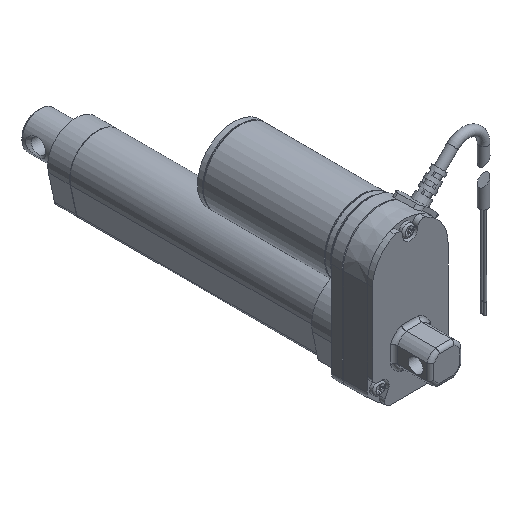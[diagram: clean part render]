
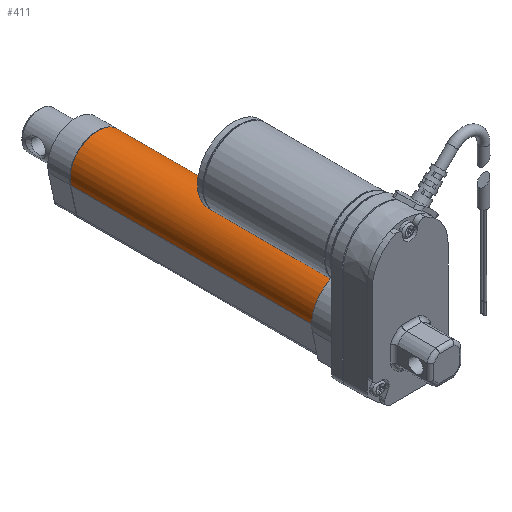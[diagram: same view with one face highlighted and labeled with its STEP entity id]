
A CAD part, isometric view. The second image highlights one B-rep face of the part: STEP entity #411.
In plain terms, the highlighted cylindrical face has radius 15.25 mm (diameter 30.5 mm), a partial arc.
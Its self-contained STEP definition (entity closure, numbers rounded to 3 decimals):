
#411 = ADVANCED_FACE( '', ( #1035 ), #1036, .T. );
#1035 = FACE_OUTER_BOUND( '', #1973, .T. );
#1036 = CYLINDRICAL_SURFACE( '', #1974, 15.25 );
#1973 = EDGE_LOOP( '', ( #2966, #2967, #2968, #2969, #2970, #2971, #2972, #2973 ) );
#1974 = AXIS2_PLACEMENT_3D( '', #2974, #2975, #2976 );
#2966 = ORIENTED_EDGE( '', *, *, #5309, .T. );
#2967 = ORIENTED_EDGE( '', *, *, #5310, .F. );
#2968 = ORIENTED_EDGE( '', *, *, #5311, .T. );
#2969 = ORIENTED_EDGE( '', *, *, #5312, .F. );
#2970 = ORIENTED_EDGE( '', *, *, #5313, .F. );
#2971 = ORIENTED_EDGE( '', *, *, #5314, .T. );
#2972 = ORIENTED_EDGE( '', *, *, #5315, .T. );
#2973 = ORIENTED_EDGE( '', *, *, #5316, .T. );
#2974 = CARTESIAN_POINT( '', ( 0., 196., 0. ) );
#2975 = DIRECTION( '', ( 0., 1., 0. ) );
#2976 = DIRECTION( '', ( 0., 0., -1. ) );
#5309 = EDGE_CURVE( '', #6276, #6277, #6278, .T. );
#5310 = EDGE_CURVE( '', #6279, #6277, #6280, .T. );
#5311 = EDGE_CURVE( '', #6279, #6281, #6282, .T. );
#5312 = EDGE_CURVE( '', #6283, #6281, #6284, .T. );
#5313 = EDGE_CURVE( '', #6285, #6283, #6286, .T. );
#5314 = EDGE_CURVE( '', #6285, #6287, #6288, .T. );
#5315 = EDGE_CURVE( '', #6287, #6289, #6290, .T. );
#5316 = EDGE_CURVE( '', #6289, #6276, #6291, .T. );
#6276 = VERTEX_POINT( '', #7710 );
#6277 = VERTEX_POINT( '', #7711 );
#6278 = CIRCLE( '', #7712, 15.25 );
#6279 = VERTEX_POINT( '', #7713 );
#6280 = LINE( '', #7714, #7715 );
#6281 = VERTEX_POINT( '', #7716 );
#6282 = CIRCLE( '', #7717, 15.25 );
#6283 = VERTEX_POINT( '', #7718 );
#6284 = LINE( '', #7719, #7720 );
#6285 = VERTEX_POINT( '', #7721 );
#6286 = CIRCLE( '', #7722, 15.25 );
#6287 = VERTEX_POINT( '', #7723 );
#6288 = LINE( '', #7724, #7725 );
#6289 = VERTEX_POINT( '', #7726 );
#6290 = CIRCLE( '', #7727, 15.25 );
#6291 = LINE( '', #7728, #7729 );
#7710 = CARTESIAN_POINT( '', ( -5.3, 34.5, 14.299 ) );
#7711 = CARTESIAN_POINT( '', ( 5.3, 34.5, 14.299 ) );
#7712 = AXIS2_PLACEMENT_3D( '', #9898, #9899, #9900 );
#7713 = CARTESIAN_POINT( '', ( 5.3, 48.25, 14.299 ) );
#7714 = CARTESIAN_POINT( '', ( 5.3, 48.25, 14.299 ) );
#7715 = VECTOR( '', #9901, 1000. );
#7716 = CARTESIAN_POINT( '', ( 14.917, 48.25, -3.169 ) );
#7717 = AXIS2_PLACEMENT_3D( '', #9902, #9903, #9904 );
#7718 = CARTESIAN_POINT( '', ( 14.917, 183.9, -3.169 ) );
#7719 = CARTESIAN_POINT( '', ( 14.917, 196., -3.169 ) );
#7720 = VECTOR( '', #9905, 1000. );
#7721 = CARTESIAN_POINT( '', ( -14.917, 183.9, -3.169 ) );
#7722 = AXIS2_PLACEMENT_3D( '', #9906, #9907, #9908 );
#7723 = CARTESIAN_POINT( '', ( -14.917, 48.25, -3.169 ) );
#7724 = CARTESIAN_POINT( '', ( -14.917, 196., -3.169 ) );
#7725 = VECTOR( '', #9909, 1000. );
#7726 = CARTESIAN_POINT( '', ( -5.3, 48.25, 14.299 ) );
#7727 = AXIS2_PLACEMENT_3D( '', #9910, #9911, #9912 );
#7728 = CARTESIAN_POINT( '', ( -5.3, 48.25, 14.299 ) );
#7729 = VECTOR( '', #9913, 1000. );
#9898 = CARTESIAN_POINT( '', ( 0., 34.5, 0. ) );
#9899 = DIRECTION( '', ( 0., 1., 0. ) );
#9900 = DIRECTION( '', ( 0., 0., -1. ) );
#9901 = DIRECTION( '', ( 0., -1., 0. ) );
#9902 = CARTESIAN_POINT( '', ( 0., 48.25, 0. ) );
#9903 = DIRECTION( '', ( 0., 1., 0. ) );
#9904 = DIRECTION( '', ( -1., 0., 0. ) );
#9905 = DIRECTION( '', ( 0., -1., 0. ) );
#9906 = CARTESIAN_POINT( '', ( 0., 183.9, 0. ) );
#9907 = DIRECTION( '', ( 0., 1., 0. ) );
#9908 = DIRECTION( '', ( 0., 0., -1. ) );
#9909 = DIRECTION( '', ( 0., -1., 0. ) );
#9910 = CARTESIAN_POINT( '', ( 0., 48.25, 0. ) );
#9911 = DIRECTION( '', ( 0., 1., 0. ) );
#9912 = DIRECTION( '', ( 1., 0., 0. ) );
#9913 = DIRECTION( '', ( 0., -1., 0. ) );
